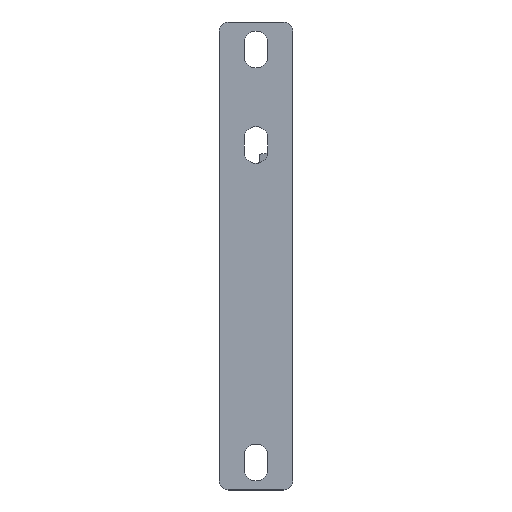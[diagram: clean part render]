
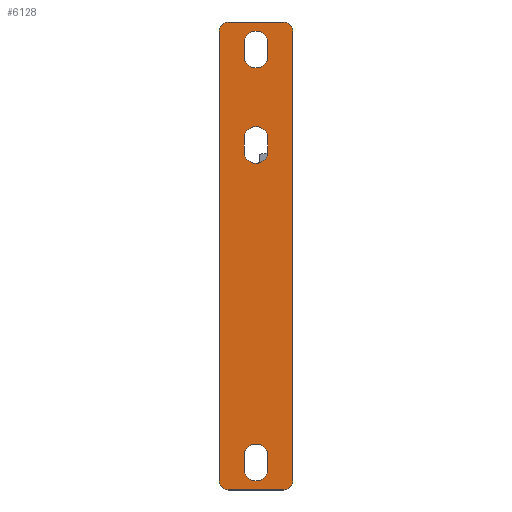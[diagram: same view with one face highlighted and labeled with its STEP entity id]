
A CAD part, top view. The second image highlights one B-rep face of the part: STEP entity #6128.
In plain terms, the highlighted face is planar.
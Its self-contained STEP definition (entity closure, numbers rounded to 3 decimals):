
#5735=DIRECTION('',(0.,0.,-1.));
#5736=VECTOR('',#5735,245.);
#5737=CARTESIAN_POINT('',(0.,-40.,-5.));
#5738=LINE('',#5737,#5736);
#5739=DIRECTION('',(0.,-1.,0.));
#5740=VECTOR('',#5739,30.);
#5741=CARTESIAN_POINT('',(0.,-5.,0.));
#5742=LINE('',#5741,#5740);
#5743=DIRECTION('',(0.,0.,1.));
#5744=VECTOR('',#5743,245.);
#5745=CARTESIAN_POINT('',(0.,0.,-250.));
#5746=LINE('',#5745,#5744);
#5747=DIRECTION('',(0.,1.,0.));
#5748=VECTOR('',#5747,30.);
#5749=CARTESIAN_POINT('',(0.,-35.,-255.));
#5750=LINE('',#5749,#5748);
#5751=DIRECTION('',(0.,0.,-1.));
#5752=VECTOR('',#5751,7.);
#5753=CARTESIAN_POINT('',(0.,-13.5,-236.5));
#5754=LINE('',#5753,#5752);
#5755=CARTESIAN_POINT('',(0.,-20.,-236.5));
#5756=DIRECTION('',(1.,0.,0.));
#5757=DIRECTION('',(0.,1.,0.));
#5758=AXIS2_PLACEMENT_3D('',#5755,#5756,#5757);
#5760=DIRECTION('',(0.,0.,1.));
#5761=VECTOR('',#5760,7.);
#5762=CARTESIAN_POINT('',(0.,-26.5,-243.5));
#5763=LINE('',#5762,#5761);
#5764=CARTESIAN_POINT('',(0.,-20.,-243.5));
#5765=DIRECTION('',(1.,0.,0.));
#5766=DIRECTION('',(0.,-1.,0.));
#5767=AXIS2_PLACEMENT_3D('',#5764,#5765,#5766);
#5769=CARTESIAN_POINT('',(0.,-20.,-18.5));
#5770=DIRECTION('',(1.,0.,0.));
#5771=DIRECTION('',(0.,-1.,0.));
#5772=AXIS2_PLACEMENT_3D('',#5769,#5770,#5771);
#5774=DIRECTION('',(0.,0.,-1.));
#5775=VECTOR('',#5774,7.);
#5776=CARTESIAN_POINT('',(0.,-13.5,-11.5));
#5777=LINE('',#5776,#5775);
#5778=CARTESIAN_POINT('',(0.,-20.,-11.5));
#5779=DIRECTION('',(1.,0.,0.));
#5780=DIRECTION('',(0.,1.,0.));
#5781=AXIS2_PLACEMENT_3D('',#5778,#5779,#5780);
#5783=DIRECTION('',(0.,0.,1.));
#5784=VECTOR('',#5783,7.);
#5785=CARTESIAN_POINT('',(0.,-26.5,-18.5));
#5786=LINE('',#5785,#5784);
#5787=DIRECTION('',(0.,0.,1.));
#5788=VECTOR('',#5787,7.);
#5789=CARTESIAN_POINT('',(0.,-26.5,-70.5));
#5790=LINE('',#5789,#5788);
#5791=CARTESIAN_POINT('',(0.,-20.,-70.5));
#5792=DIRECTION('',(1.,0.,0.));
#5793=DIRECTION('',(0.,-1.,0.));
#5794=AXIS2_PLACEMENT_3D('',#5791,#5792,#5793);
#5796=DIRECTION('',(0.,0.,-1.));
#5797=VECTOR('',#5796,7.);
#5798=CARTESIAN_POINT('',(0.,-13.5,-63.5));
#5799=LINE('',#5798,#5797);
#5800=CARTESIAN_POINT('',(0.,-20.,-63.5));
#5801=DIRECTION('',(1.,0.,0.));
#5802=DIRECTION('',(0.,1.,0.));
#5803=AXIS2_PLACEMENT_3D('',#5800,#5801,#5802);
#5818=CARTESIAN_POINT('',(0.,-35.,-250.));
#5819=DIRECTION('',(1.,0.,0.));
#5820=DIRECTION('',(0.,-1.,0.));
#5821=AXIS2_PLACEMENT_3D('',#5818,#5819,#5820);
#5836=CARTESIAN_POINT('',(0.,-5.,-250.));
#5837=DIRECTION('',(1.,0.,0.));
#5838=DIRECTION('',(0.,0.,-1.));
#5839=AXIS2_PLACEMENT_3D('',#5836,#5837,#5838);
#5854=CARTESIAN_POINT('',(0.,-5.,-5.));
#5855=DIRECTION('',(1.,0.,0.));
#5856=DIRECTION('',(0.,1.,0.));
#5857=AXIS2_PLACEMENT_3D('',#5854,#5855,#5856);
#5872=CARTESIAN_POINT('',(0.,-35.,-5.));
#5873=DIRECTION('',(1.,0.,0.));
#5874=DIRECTION('',(0.,0.,1.));
#5875=AXIS2_PLACEMENT_3D('',#5872,#5873,#5874);
#5996=CARTESIAN_POINT('',(0.,-35.,-255.));
#5998=VERTEX_POINT('',#5996);
#6001=CARTESIAN_POINT('',(0.,-40.,-250.));
#6002=VERTEX_POINT('',#6001);
#6004=CARTESIAN_POINT('',(0.,0.,-250.));
#6006=VERTEX_POINT('',#6004);
#6009=CARTESIAN_POINT('',(0.,-5.,-255.));
#6010=VERTEX_POINT('',#6009);
#6012=CARTESIAN_POINT('',(0.,-40.,-5.));
#6014=VERTEX_POINT('',#6012);
#6017=CARTESIAN_POINT('',(0.,-35.,0.));
#6018=VERTEX_POINT('',#6017);
#6020=CARTESIAN_POINT('',(0.,-5.,0.));
#6022=VERTEX_POINT('',#6020);
#6025=CARTESIAN_POINT('',(0.,0.,-5.));
#6026=VERTEX_POINT('',#6025);
#6027=CARTESIAN_POINT('',(0.,-13.5,-236.5));
#6028=CARTESIAN_POINT('',(0.,-13.5,-243.5));
#6029=VERTEX_POINT('',#6027);
#6030=VERTEX_POINT('',#6028);
#6031=CARTESIAN_POINT('',(0.,-26.5,-243.5));
#6032=VERTEX_POINT('',#6031);
#6033=CARTESIAN_POINT('',(0.,-26.5,-236.5));
#6034=VERTEX_POINT('',#6033);
#6035=CARTESIAN_POINT('',(0.,-26.5,-18.5));
#6036=CARTESIAN_POINT('',(0.,-13.5,-18.5));
#6037=VERTEX_POINT('',#6035);
#6038=VERTEX_POINT('',#6036);
#6039=CARTESIAN_POINT('',(0.,-26.5,-11.5));
#6040=VERTEX_POINT('',#6039);
#6041=CARTESIAN_POINT('',(0.,-13.5,-11.5));
#6042=VERTEX_POINT('',#6041);
#6059=CARTESIAN_POINT('',(0.,-26.5,-70.5));
#6060=CARTESIAN_POINT('',(0.,-26.5,-63.5));
#6061=VERTEX_POINT('',#6059);
#6062=VERTEX_POINT('',#6060);
#6063=CARTESIAN_POINT('',(0.,-13.5,-63.5));
#6064=VERTEX_POINT('',#6063);
#6065=CARTESIAN_POINT('',(0.,-13.5,-70.5));
#6066=VERTEX_POINT('',#6065);
#6075=CARTESIAN_POINT('',(0.,0.,0.));
#6076=DIRECTION('',(1.,0.,0.));
#6077=DIRECTION('',(0.,-1.,0.));
#6078=AXIS2_PLACEMENT_3D('',#6075,#6076,#6077);
#6079=PLANE('',#6078);
#6081=ORIENTED_EDGE('',*,*,#6080,.F.);
#6083=ORIENTED_EDGE('',*,*,#6082,.F.);
#6085=ORIENTED_EDGE('',*,*,#6084,.F.);
#6087=ORIENTED_EDGE('',*,*,#6086,.F.);
#6089=ORIENTED_EDGE('',*,*,#6088,.F.);
#6091=ORIENTED_EDGE('',*,*,#6090,.F.);
#6093=ORIENTED_EDGE('',*,*,#6092,.F.);
#6095=ORIENTED_EDGE('',*,*,#6094,.F.);
#6096=EDGE_LOOP('',(#6081,#6083,#6085,#6087,#6089,#6091,#6093,#6095));
#6097=FACE_OUTER_BOUND('',#6096,.F.);
#6099=ORIENTED_EDGE('',*,*,#6098,.F.);
#6101=ORIENTED_EDGE('',*,*,#6100,.T.);
#6103=ORIENTED_EDGE('',*,*,#6102,.F.);
#6105=ORIENTED_EDGE('',*,*,#6104,.T.);
#6106=EDGE_LOOP('',(#6099,#6101,#6103,#6105));
#6107=FACE_BOUND('',#6106,.F.);
#6109=ORIENTED_EDGE('',*,*,#6108,.T.);
#6111=ORIENTED_EDGE('',*,*,#6110,.F.);
#6113=ORIENTED_EDGE('',*,*,#6112,.T.);
#6115=ORIENTED_EDGE('',*,*,#6114,.F.);
#6116=EDGE_LOOP('',(#6109,#6111,#6113,#6115));
#6117=FACE_BOUND('',#6116,.F.);
#6119=ORIENTED_EDGE('',*,*,#6118,.F.);
#6121=ORIENTED_EDGE('',*,*,#6120,.T.);
#6123=ORIENTED_EDGE('',*,*,#6122,.F.);
#6125=ORIENTED_EDGE('',*,*,#6124,.T.);
#6126=EDGE_LOOP('',(#6119,#6121,#6123,#6125));
#6127=FACE_BOUND('',#6126,.F.);
#6128=ADVANCED_FACE('',(#6097,#6107,#6117,#6127),#6079,.T.);
#5759=CIRCLE('',#5758,6.5);
#5768=CIRCLE('',#5767,6.5);
#5773=CIRCLE('',#5772,6.5);
#5782=CIRCLE('',#5781,6.5);
#5795=CIRCLE('',#5794,6.5);
#5804=CIRCLE('',#5803,6.5);
#5822=CIRCLE('',#5821,5.);
#5840=CIRCLE('',#5839,5.);
#5858=CIRCLE('',#5857,5.);
#5876=CIRCLE('',#5875,5.);
#6080=EDGE_CURVE('',#6002,#5998,#5822,.T.);
#6082=EDGE_CURVE('',#6014,#6002,#5738,.T.);
#6084=EDGE_CURVE('',#6018,#6014,#5876,.T.);
#6086=EDGE_CURVE('',#6022,#6018,#5742,.T.);
#6088=EDGE_CURVE('',#6026,#6022,#5858,.T.);
#6090=EDGE_CURVE('',#6006,#6026,#5746,.T.);
#6092=EDGE_CURVE('',#6010,#6006,#5840,.T.);
#6094=EDGE_CURVE('',#5998,#6010,#5750,.T.);
#6098=EDGE_CURVE('',#6029,#6030,#5754,.T.);
#6100=EDGE_CURVE('',#6029,#6034,#5759,.T.);
#6102=EDGE_CURVE('',#6032,#6034,#5763,.T.);
#6104=EDGE_CURVE('',#6032,#6030,#5768,.T.);
#6108=EDGE_CURVE('',#6037,#6038,#5773,.T.);
#6110=EDGE_CURVE('',#6042,#6038,#5777,.T.);
#6112=EDGE_CURVE('',#6042,#6040,#5782,.T.);
#6114=EDGE_CURVE('',#6037,#6040,#5786,.T.);
#6118=EDGE_CURVE('',#6061,#6062,#5790,.T.);
#6120=EDGE_CURVE('',#6061,#6066,#5795,.T.);
#6122=EDGE_CURVE('',#6064,#6066,#5799,.T.);
#6124=EDGE_CURVE('',#6064,#6062,#5804,.T.);
